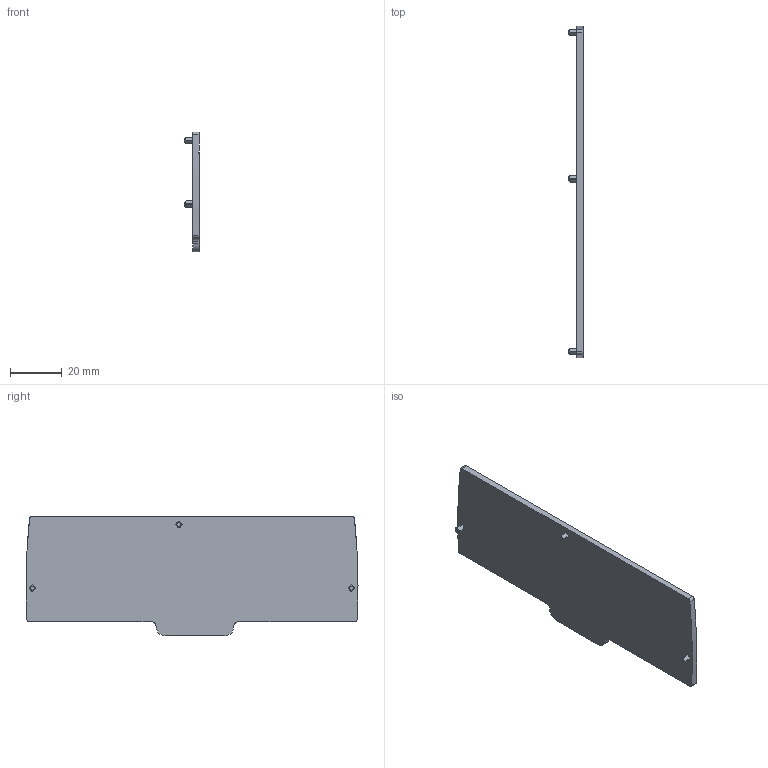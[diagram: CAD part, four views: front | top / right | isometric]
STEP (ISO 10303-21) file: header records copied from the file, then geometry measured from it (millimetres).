
FILE_DESCRIPTION(('CATIA V5R24 STEP','CAx-IF Rec.Pracs.--- Model Styling and Organization---1.2---2011-12-15'),'2;1');
FILE_NAME ('9575357_2', '2017-07-31T06:25:13+00:00', ('Weidmueller Interface'), ('Weidmueller'), 'CATIA Version 5-6 Release 2014 SP4 HF52', 'CATIA V5 STEP AP214', 'none');
FILE_SCHEMA(('AUTOMOTIVE_DESIGN { 1 0 10303 214 1 1 1 1 }'));
Length unit declared in the file: millimetre
Products named in the file (1): 2429040000_AEP_AP22
Bounding box: 5.4 x 127.75 x 46.09 mm (x, y, z)
Volume: 12798.1 mm3; surface area: 11555 mm2
Topology: 1 solids, 1 shells, 71 faces, 198 edges, 132 vertices
Faces by surface type: plane 35, cylinder 30, cone 6
Entity records: 2456 total; most frequent: CARTESIAN_POINT 602, ORIENTED_EDGE 396, DIRECTION 302, EDGE_CURVE 198, VERTEX_POINT 132, AXIS2_PLACEMENT_3D 126, VECTOR 110, LINE 110
